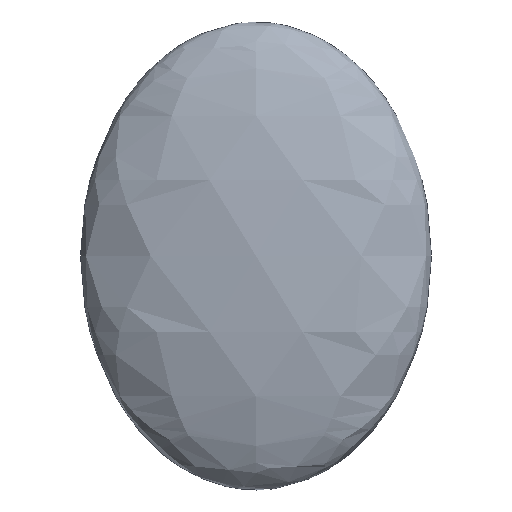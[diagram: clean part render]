
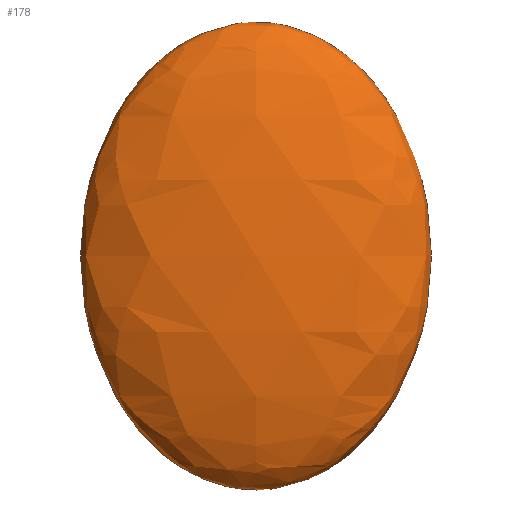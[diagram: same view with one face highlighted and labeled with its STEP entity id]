
A CAD part, left-side view. The second image highlights one B-rep face of the part: STEP entity #178.
In plain terms, the highlighted free-form (B-spline) face has degree [3, 3] with [4, 7] control points.
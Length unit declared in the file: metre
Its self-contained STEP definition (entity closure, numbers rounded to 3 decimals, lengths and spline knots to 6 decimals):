
#178 = ADVANCED_FACE( '', ( #194, #195 ), #196, .T. );
#194 = FACE_BOUND( '', #199, .T. );
#195 = FACE_BOUND( '', #200, .T. );
#196 = ( BOUNDED_SURFACE(  )B_SPLINE_SURFACE( 3, 3, ( ( #203, #204, #205, #206, #207, #208, #209 ), ( #210, #211, #212, #213, #214, #215, #216 ), ( #217, #218, #219, #220, #221, #222, #223 ), ( #224, #225, #226, #227, #228, #229, #230 ) ), .UNSPECIFIED., .F., .T., .F. )B_SPLINE_SURFACE_WITH_KNOTS( ( 4, 4 ), ( 4, 3, 4 ), ( 0., 1. ), ( 0., 0.5, 1. ), .UNSPECIFIED. )GEOMETRIC_REPRESENTATION_ITEM(  )RATIONAL_B_SPLINE_SURFACE( ( ( 1., 0.333, 0.333, 1., 0.333, 0.333, 1. ), ( 0.333, 0.111, 0.111, 0.333, 0.111, 0.111, 0.333 ), ( 0.333, 0.111, 0.111, 0.333, 0.111, 0.111, 0.333 ), ( 1., 0.333, 0.333, 1., 0.333, 0.333, 1. ) ) )REPRESENTATION_ITEM( '' )SURFACE(  ) );
#199 = VERTEX_LOOP( '', #237 );
#200 = VERTEX_LOOP( '', #238 );
#203 = CARTESIAN_POINT( '', ( 0., 0., 0.2 ) );
#204 = CARTESIAN_POINT( '', ( 0., 0., 0.2 ) );
#205 = CARTESIAN_POINT( '', ( 0., 0., 0.2 ) );
#206 = CARTESIAN_POINT( '', ( 0., 0., 0.2 ) );
#207 = CARTESIAN_POINT( '', ( 0., 0., 0.2 ) );
#208 = CARTESIAN_POINT( '', ( 0., 0., 0.2 ) );
#209 = CARTESIAN_POINT( '', ( 0., 0., 0.2 ) );
#210 = CARTESIAN_POINT( '', ( 0.1, 0., 0.2 ) );
#211 = CARTESIAN_POINT( '', ( 0.1, 0.6, 0.2 ) );
#212 = CARTESIAN_POINT( '', ( -0.1, 0.6, 0.2 ) );
#213 = CARTESIAN_POINT( '', ( -0.1, 0., 0.2 ) );
#214 = CARTESIAN_POINT( '', ( -0.1, -0.6, 0.2 ) );
#215 = CARTESIAN_POINT( '', ( 0.1, -0.6, 0.2 ) );
#216 = CARTESIAN_POINT( '', ( 0.1, 0., 0.2 ) );
#217 = CARTESIAN_POINT( '', ( 0.1, 0., -0.2 ) );
#218 = CARTESIAN_POINT( '', ( 0.1, 0.6, -0.2 ) );
#219 = CARTESIAN_POINT( '', ( -0.1, 0.6, -0.2 ) );
#220 = CARTESIAN_POINT( '', ( -0.1, 0., -0.2 ) );
#221 = CARTESIAN_POINT( '', ( -0.1, -0.6, -0.2 ) );
#222 = CARTESIAN_POINT( '', ( 0.1, -0.6, -0.2 ) );
#223 = CARTESIAN_POINT( '', ( 0.1, 0., -0.2 ) );
#224 = CARTESIAN_POINT( '', ( 0., 0., -0.2 ) );
#225 = CARTESIAN_POINT( '', ( 0., 0., -0.2 ) );
#226 = CARTESIAN_POINT( '', ( 0., 0., -0.2 ) );
#227 = CARTESIAN_POINT( '', ( 0., 0., -0.2 ) );
#228 = CARTESIAN_POINT( '', ( 0., 0., -0.2 ) );
#229 = CARTESIAN_POINT( '', ( 0., 0., -0.2 ) );
#230 = CARTESIAN_POINT( '', ( 0., 0., -0.2 ) );
#237 = VERTEX_POINT( '', #239 );
#238 = VERTEX_POINT( '', #240 );
#239 = CARTESIAN_POINT( '', ( 0., 0., 0.2 ) );
#240 = CARTESIAN_POINT( '', ( 0., 0., -0.2 ) );
